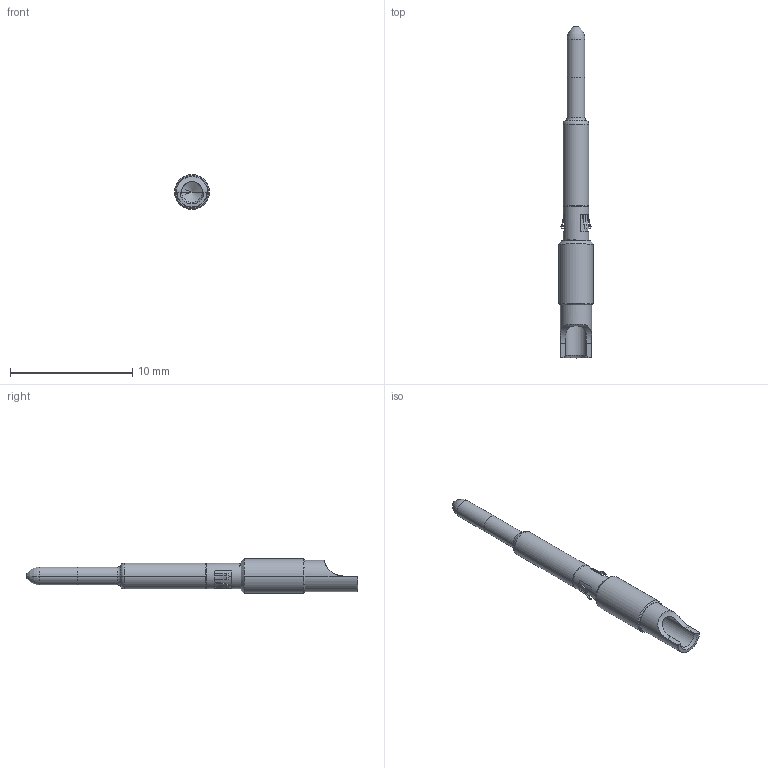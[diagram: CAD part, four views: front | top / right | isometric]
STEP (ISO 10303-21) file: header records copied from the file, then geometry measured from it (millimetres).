
FILE_DESCRIPTION (( 'STEP AP214' ), '1' );
FILE_NAME ('C-ICOA5 A1 P1S8.STEP', '2014-08-22T13:33:56', ( 'spare' ), ( '' ), 'SwSTEP 2.0', 'SolidWorks 2014', '' );
FILE_SCHEMA (( 'AUTOMOTIVE_DESIGN' ));
Length unit declared in the file: inch
Products named in the file (3): C-ICOA5 A1 P1S8; D10047-OPEN; D10044_D10044G
Assembly tree (2 placements, depth 2):
  C-ICOA5 A1 P1S8
    D10044_D10044G
    D10047-OPEN
Bounding box: 2.86 x 27.1 x 2.86 mm (x, y, z)
Volume: 87.2 mm3; surface area: 225.5 mm2
Topology: 2 solids, 2 shells, 110 faces, 258 edges, 153 vertices
Faces by surface type: plane 43, bspline 28, cylinder 21, cone 10, torus 8
Entity records: 4301 total; most frequent: CARTESIAN_POINT 1808, ORIENTED_EDGE 512, DIRECTION 440, EDGE_CURVE 256, AXIS2_PLACEMENT_3D 173, VERTEX_POINT 153, EDGE_LOOP 117, ADVANCED_FACE 110
